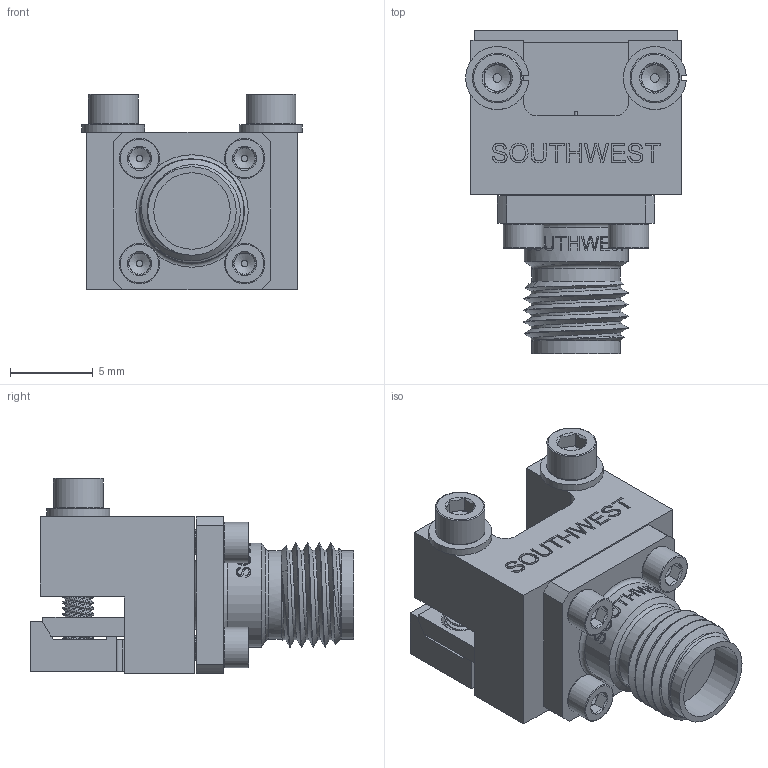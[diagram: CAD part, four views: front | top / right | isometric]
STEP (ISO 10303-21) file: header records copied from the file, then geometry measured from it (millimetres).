
FILE_DESCRIPTION(('FreeCAD Model'),'2;1');
FILE_NAME('292-06A-5.stp', '2019-01-31T16:34:45',('Author'),(''), 'Open CASCADE STEP processor 7.2','FreeCAD','Unknown');
FILE_SCHEMA(('AUTOMOTIVE_DESIGN { 1 0 10303 214 1 1 1 1 }'));
Length unit declared in the file: millimetre
Products named in the file (10): Assem1; 89Y58638-03A_END_LAUNCH_ADP_REV_E; 89Y58078_BOTTOM_CONTACT_PLATE_REV_B; 89Y58079_RevC1; 89B57286_1-72_HELICAL_SPRING_LOCK_WASHER_REV_A002; 89B57172_1-72_SHCS_3I8L_REV_B001; 89B57171_0-80_SHCS_3I16L_REV_B003; 88B53070-02; 87K53069-02E; SMA_.375SQ_4H_.067H
Assembly tree (14 placements, depth 2):
  Assem1
    89Y58638-03A_END_LAUNCH_ADP_REV_E
    89Y58078_BOTTOM_CONTACT_PLATE_REV_B
    89Y58079_RevC1
    89B57286_1-72_HELICAL_SPRING_LOCK_WASHER_REV_A002  x2
    89B57172_1-72_SHCS_3I8L_REV_B001  x2
    89B57171_0-80_SHCS_3I16L_REV_B003  x4
    88B53070-02
    87K53069-02E
    SMA_.375SQ_4H_.067H
Bounding box: 13.33 x 19.55 x 11.82 mm (x, y, z)
Volume: 1246.3 mm3; surface area: 2144.5 mm2
Topology: 14 solids, 14 shells, 910 faces, 2266 edges, 1421 vertices
Faces by surface type: cone 302, cylinder 288, plane 269, bspline 24, extrusion 13, torus 13, sphere 1
Full cylindrical faces by diameter (mm): 0.178 x1, 0.305 x2, 0.978 x1, 1.003 x1, 1.181 x4, 1.244 x4, 1.287 x56, 1.473 x2, 1.524 x48, 1.581 x52, 1.702 x4, 1.854 x50, 2.045 x2, 2.223 x2, 2.438 x4, 2.997 x2, 4.229 x1, 4.623 x1, 5.347 x2, 6.287 x1
Entity records: 26192 total; most frequent: CARTESIAN_POINT 11226, ORIENTED_EDGE 2578, DIRECTION 1939, EDGE_CURVE 1289, VERTEX_POINT 832, AXIS2_PLACEMENT_3D 787, B_SPLINE_CURVE_WITH_KNOTS 643, FACE_BOUND 563
